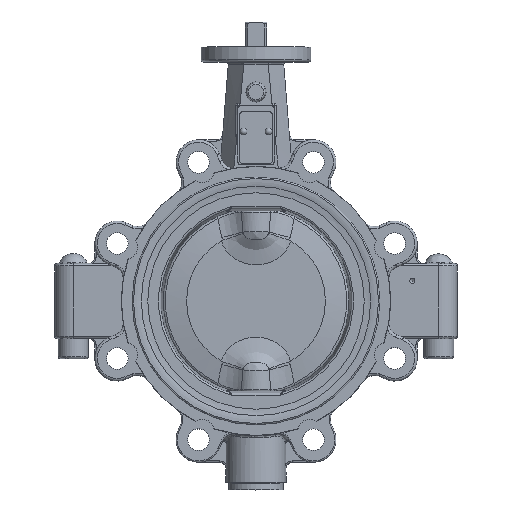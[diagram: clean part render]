
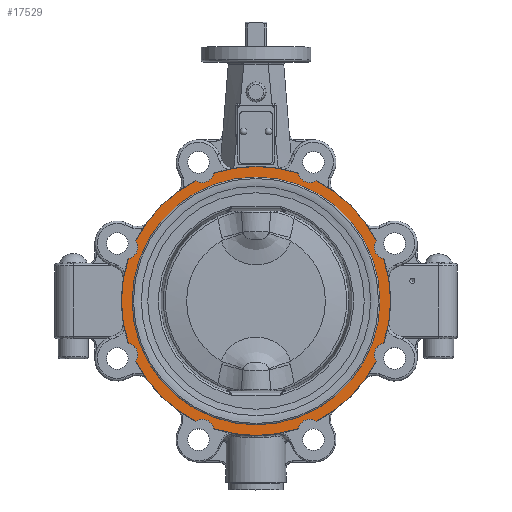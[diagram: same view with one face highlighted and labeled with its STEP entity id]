
A CAD part, top view. The second image highlights one B-rep face of the part: STEP entity #17529.
In plain terms, the highlighted free-form (B-spline) face has degree [1, 1] with [2, 2] control points.
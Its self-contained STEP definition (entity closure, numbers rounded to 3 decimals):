
#10019=CARTESIAN_POINT('',(96.029,-45.818,28.));
#10020=VERTEX_POINT('',#10019);
#10027=CARTESIAN_POINT('',(48.318,-93.529,28.));
#10028=VERTEX_POINT('',#10027);
#10029=CARTESIAN_POINT('',(0.,2.5,28.));
#10030=DIRECTION('',(0.0,0.0,-1.0));
#10031=DIRECTION('',(1.0,0.0,0.0));
#10032=AXIS2_PLACEMENT_3D('',#10029,#10030,#10031);
#10033=CIRCLE('',#10032,107.5);
#10034=EDGE_CURVE('',#10020,#10028,#10033,.T.);
#10201=CARTESIAN_POINT('',(33.737,-99.569,28.));
#10202=VERTEX_POINT('',#10201);
#10203=CARTESIAN_POINT('',(43.052,-101.436,28.));
#10204=DIRECTION('',(0.0,0.0,1.0));
#10205=DIRECTION('',(0.0,-1.0,0.0));
#10206=AXIS2_PLACEMENT_3D('',#10203,#10204,#10205);
#10207=CIRCLE('',#10206,9.5);
#10208=EDGE_CURVE('',#10028,#10202,#10207,.T.);
#10234=CARTESIAN_POINT('',(-33.737,-99.569,28.));
#10235=VERTEX_POINT('',#10234);
#10236=CARTESIAN_POINT('',(0.,2.5,28.));
#10237=DIRECTION('',(0.0,0.0,-1.0));
#10238=DIRECTION('',(1.0,0.0,0.0));
#10239=AXIS2_PLACEMENT_3D('',#10236,#10237,#10238);
#10240=CIRCLE('',#10239,107.5);
#10241=EDGE_CURVE('',#10202,#10235,#10240,.T.);
#10374=CARTESIAN_POINT('',(-48.318,-93.529,28.));
#10375=VERTEX_POINT('',#10374);
#10376=CARTESIAN_POINT('',(-43.052,-101.436,28.));
#10377=DIRECTION('',(0.0,0.0,1.));
#10378=DIRECTION('',(-0.707,-0.707,0.0));
#10379=AXIS2_PLACEMENT_3D('',#10376,#10377,#10378);
#10380=CIRCLE('',#10379,9.5);
#10381=EDGE_CURVE('',#10235,#10375,#10380,.T.);
#10487=CARTESIAN_POINT('',(-96.029,-45.818,28.));
#10488=VERTEX_POINT('',#10487);
#10489=CARTESIAN_POINT('',(0.,2.5,28.));
#10490=DIRECTION('',(0.0,0.0,-1.0));
#10491=DIRECTION('',(1.0,0.0,0.0));
#10492=AXIS2_PLACEMENT_3D('',#10489,#10490,#10491);
#10493=CIRCLE('',#10492,107.5);
#10494=EDGE_CURVE('',#10375,#10488,#10493,.T.);
#10613=CARTESIAN_POINT('',(-102.069,-31.237,28.));
#10614=VERTEX_POINT('',#10613);
#10615=CARTESIAN_POINT('',(-103.936,-40.552,28.));
#10616=DIRECTION('',(0.0,0.0,1.0));
#10617=DIRECTION('',(-1.0,0.0,0.0));
#10618=AXIS2_PLACEMENT_3D('',#10615,#10616,#10617);
#10619=CIRCLE('',#10618,9.5);
#10620=EDGE_CURVE('',#10488,#10614,#10619,.T.);
#17140=CARTESIAN_POINT('',(102.069,-31.237,28.));
#17141=VERTEX_POINT('',#17140);
#17142=CARTESIAN_POINT('',(103.936,-40.552,28.));
#17143=DIRECTION('',(0.0,0.0,1.0));
#17144=DIRECTION('',(0.707,-0.707,0.0));
#17145=AXIS2_PLACEMENT_3D('',#17142,#17143,#17144);
#17146=CIRCLE('',#17145,9.5);
#17147=EDGE_CURVE('',#17141,#10020,#17146,.T.);
#17421=CARTESIAN_POINT('',(-99.0,2.5,28.));
#17422=VERTEX_POINT('',#17421);
#17423=CARTESIAN_POINT('',(0.,2.5,28.));
#17424=DIRECTION('',(0.0,0.0,1.0));
#17425=DIRECTION('',(0.0,-1.0,0.0));
#17426=AXIS2_PLACEMENT_3D('',#17423,#17424,#17425);
#17427=CIRCLE('',#17426,99.0);
#17428=EDGE_CURVE('',#17422,#17422,#17427,.T.);
#17433=CARTESIAN_POINT('',(-107.5,110.0,28.));
#17434=CARTESIAN_POINT('',(107.5,110.0,28.));
#17435=CARTESIAN_POINT('',(-107.5,-105.0,28.0));
#17436=CARTESIAN_POINT('',(107.5,-105.0,28.));
#17437=B_SPLINE_SURFACE_WITH_KNOTS('',1,1,((#17433,#17435),(#17434,#17436)),.UNSPECIFIED.,.F.,.F.,.U.,(2,2),(2,2),(0.0,215.0),(0.0,215.0),.UNSPECIFIED.);
#17438=CARTESIAN_POINT('',(-102.069,36.237,28.));
#17439=VERTEX_POINT('',#17438);
#17440=CARTESIAN_POINT('',(0.0,2.5,28.));
#17441=DIRECTION('',(0.0,0.0,-1.0));
#17442=DIRECTION('',(-1.0,0.0,0.0));
#17443=AXIS2_PLACEMENT_3D('',#17440,#17441,#17442);
#17444=CIRCLE('',#17443,107.5);
#17445=EDGE_CURVE('',#10614,#17439,#17444,.T.);
#17446=ORIENTED_EDGE('',*,*,#17445,.F.);
#17447=ORIENTED_EDGE('',*,*,#10620,.F.);
#17448=ORIENTED_EDGE('',*,*,#10494,.F.);
#17449=ORIENTED_EDGE('',*,*,#10381,.F.);
#17450=ORIENTED_EDGE('',*,*,#10241,.F.);
#17451=ORIENTED_EDGE('',*,*,#10208,.F.);
#17452=ORIENTED_EDGE('',*,*,#10034,.F.);
#17453=ORIENTED_EDGE('',*,*,#17147,.F.);
#17454=CARTESIAN_POINT('',(102.069,36.237,28.));
#17455=VERTEX_POINT('',#17454);
#17456=CARTESIAN_POINT('',(0.0,2.5,28.));
#17457=DIRECTION('',(0.0,0.0,-1.0));
#17458=DIRECTION('',(-1.0,0.0,0.0));
#17459=AXIS2_PLACEMENT_3D('',#17456,#17457,#17458);
#17460=CIRCLE('',#17459,107.5);
#17461=EDGE_CURVE('',#17455,#17141,#17460,.T.);
#17462=ORIENTED_EDGE('',*,*,#17461,.F.);
#17463=CARTESIAN_POINT('',(96.029,50.818,28.));
#17464=VERTEX_POINT('',#17463);
#17465=CARTESIAN_POINT('',(103.936,45.552,28.));
#17466=DIRECTION('',(0.0,0.0,1.0));
#17467=DIRECTION('',(0.707,0.707,0.0));
#17468=AXIS2_PLACEMENT_3D('',#17465,#17466,#17467);
#17469=CIRCLE('',#17468,9.5);
#17470=EDGE_CURVE('',#17464,#17455,#17469,.T.);
#17471=ORIENTED_EDGE('',*,*,#17470,.F.);
#17472=CARTESIAN_POINT('',(48.318,98.529,28.));
#17473=VERTEX_POINT('',#17472);
#17474=CARTESIAN_POINT('',(0.0,2.5,28.));
#17475=DIRECTION('',(0.0,0.0,-1.0));
#17476=DIRECTION('',(-1.0,0.0,0.0));
#17477=AXIS2_PLACEMENT_3D('',#17474,#17475,#17476);
#17478=CIRCLE('',#17477,107.5);
#17479=EDGE_CURVE('',#17473,#17464,#17478,.T.);
#17480=ORIENTED_EDGE('',*,*,#17479,.F.);
#17481=CARTESIAN_POINT('',(33.737,104.569,28.));
#17482=VERTEX_POINT('',#17481);
#17483=CARTESIAN_POINT('',(43.052,106.436,28.));
#17484=DIRECTION('',(0.0,0.0,1.0));
#17485=DIRECTION('',(0.0,1.0,0.0));
#17486=AXIS2_PLACEMENT_3D('',#17483,#17484,#17485);
#17487=CIRCLE('',#17486,9.5);
#17488=EDGE_CURVE('',#17482,#17473,#17487,.T.);
#17489=ORIENTED_EDGE('',*,*,#17488,.F.);
#17490=CARTESIAN_POINT('',(-33.737,104.569,28.));
#17491=VERTEX_POINT('',#17490);
#17492=CARTESIAN_POINT('',(0.0,2.5,28.));
#17493=DIRECTION('',(0.0,0.0,-1.0));
#17494=DIRECTION('',(-1.0,0.0,0.0));
#17495=AXIS2_PLACEMENT_3D('',#17492,#17493,#17494);
#17496=CIRCLE('',#17495,107.5);
#17497=EDGE_CURVE('',#17491,#17482,#17496,.T.);
#17498=ORIENTED_EDGE('',*,*,#17497,.F.);
#17499=CARTESIAN_POINT('',(-48.318,98.529,28.));
#17500=VERTEX_POINT('',#17499);
#17501=CARTESIAN_POINT('',(-43.052,106.436,28.));
#17502=DIRECTION('',(0.0,0.0,1.));
#17503=DIRECTION('',(-0.707,0.707,0.0));
#17504=AXIS2_PLACEMENT_3D('',#17501,#17502,#17503);
#17505=CIRCLE('',#17504,9.5);
#17506=EDGE_CURVE('',#17500,#17491,#17505,.T.);
#17507=ORIENTED_EDGE('',*,*,#17506,.F.);
#17508=CARTESIAN_POINT('',(-96.029,50.818,28.));
#17509=VERTEX_POINT('',#17508);
#17510=CARTESIAN_POINT('',(0.0,2.5,28.));
#17511=DIRECTION('',(0.0,0.0,-1.0));
#17512=DIRECTION('',(-1.0,0.0,0.0));
#17513=AXIS2_PLACEMENT_3D('',#17510,#17511,#17512);
#17514=CIRCLE('',#17513,107.5);
#17515=EDGE_CURVE('',#17509,#17500,#17514,.T.);
#17516=ORIENTED_EDGE('',*,*,#17515,.F.);
#17517=CARTESIAN_POINT('',(-103.936,45.552,28.));
#17518=DIRECTION('',(0.0,0.0,1.0));
#17519=DIRECTION('',(-1.0,0.0,0.0));
#17520=AXIS2_PLACEMENT_3D('',#17517,#17518,#17519);
#17521=CIRCLE('',#17520,9.5);
#17522=EDGE_CURVE('',#17439,#17509,#17521,.T.);
#17523=ORIENTED_EDGE('',*,*,#17522,.F.);
#17524=EDGE_LOOP('',(#17446,#17447,#17448,#17449,#17450,#17451,#17452,#17453,#17462,#17471,#17480,#17489,#17498,#17507,#17516,#17523));
#17525=FACE_OUTER_BOUND('',#17524,.T.);
#17526=ORIENTED_EDGE('',*,*,#17428,.F.);
#17527=EDGE_LOOP('',(#17526));
#17528=FACE_BOUND('',#17527,.T.);
#17529=ADVANCED_FACE('',(#17525,#17528),#17437,.F.);
